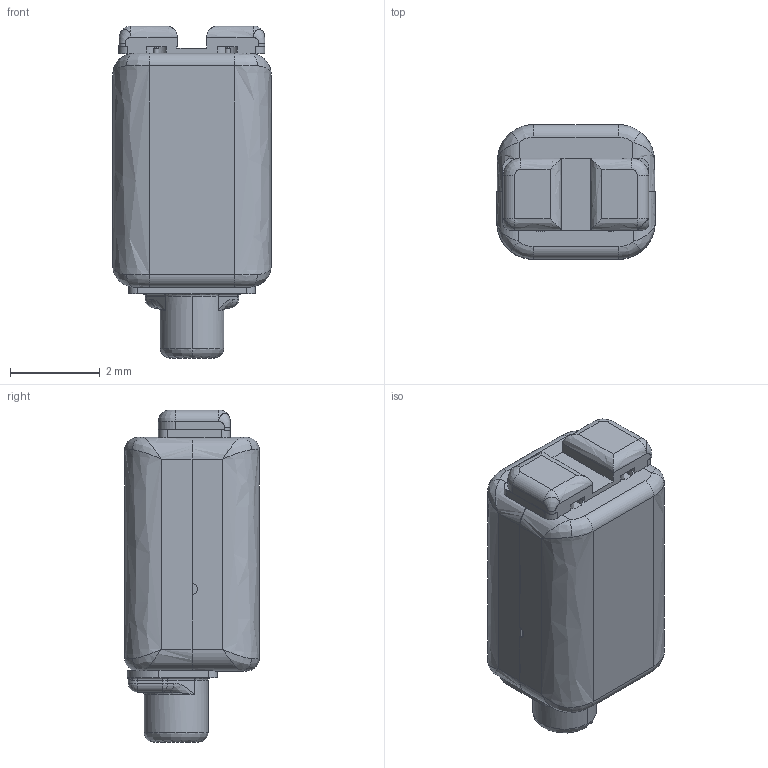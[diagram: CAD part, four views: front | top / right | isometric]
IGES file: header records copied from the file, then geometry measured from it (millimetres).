
Start section:  PTC IGES file: fhc-23770-i04_sw0001.igs
Global section: file name: fhc-23770-i04_sw0001.igs; native system: Creo Parametric by Parametric Technology Corporation; preprocessor: 2012480; author: oqiu; organization: Unknown; date: 20130510.134023; units: inch
Bounding box: 3.53 x 3 x 7.4 mm (x, y, z)
Volume: 18.4 mm3; surface area: 233 mm2
Topology: 2 solids, 3 shells, 479 faces, 1174 edges, 713 vertices
Faces by surface type: revolution 253, bspline 226
